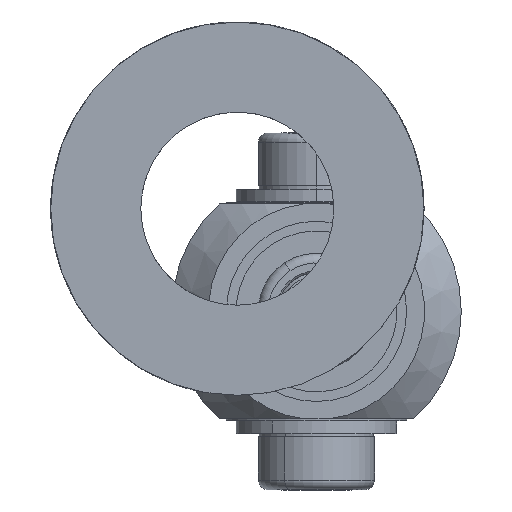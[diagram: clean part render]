
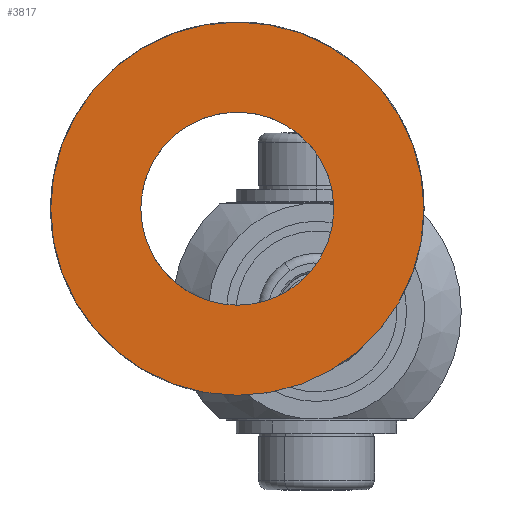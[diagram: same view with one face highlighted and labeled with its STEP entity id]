
A CAD part, left-side view. The second image highlights one B-rep face of the part: STEP entity #3817.
In plain terms, the highlighted face is planar.
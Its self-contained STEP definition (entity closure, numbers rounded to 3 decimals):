
#490=PLANE('',#7236);
#1258=VERTEX_POINT('',#6239);
#1290=VERTEX_POINT('',#6518);
#1546=CIRCLE('',#7214,1.5);
#1552=CIRCLE('',#7235,2.9);
#1977=EDGE_CURVE('',#1258,#1258,#1546,.T.);
#2021=EDGE_CURVE('',#1290,#1290,#1552,.T.);
#2989=ORIENTED_EDGE('',*,*,#1977,.T.);
#2990=ORIENTED_EDGE('',*,*,#2021,.F.);
#3320=EDGE_LOOP('',(#2989));
#3321=EDGE_LOOP('',(#2990));
#3589=FACE_BOUND('',#3320,.T.);
#3590=FACE_BOUND('',#3321,.T.);
#3817=ADVANCED_FACE('',(#3589,#3590),#490,.T.);
#4854=DIRECTION('',(0.,0.,-1.));
#4855=DIRECTION('',(1.5,0.,0.));
#4908=DIRECTION('',(0.,0.,-1.));
#4909=DIRECTION('',(2.9,0.,0.));
#4910=DIRECTION('',(0.,0.,1.));
#6238=CARTESIAN_POINT('',(0.,0.,6.1));
#6239=CARTESIAN_POINT('',(-1.5,0.,6.1));
#6517=CARTESIAN_POINT('',(0.,0.,6.1));
#6518=CARTESIAN_POINT('',(2.9,0.,6.1));
#6519=CARTESIAN_POINT('',(0.,0.,6.1));
#7214=AXIS2_PLACEMENT_3D('',#6238,#4854,#4855);
#7235=AXIS2_PLACEMENT_3D('',#6517,#4908,#4909);
#7236=AXIS2_PLACEMENT_3D('',#6519,#4910,$);
